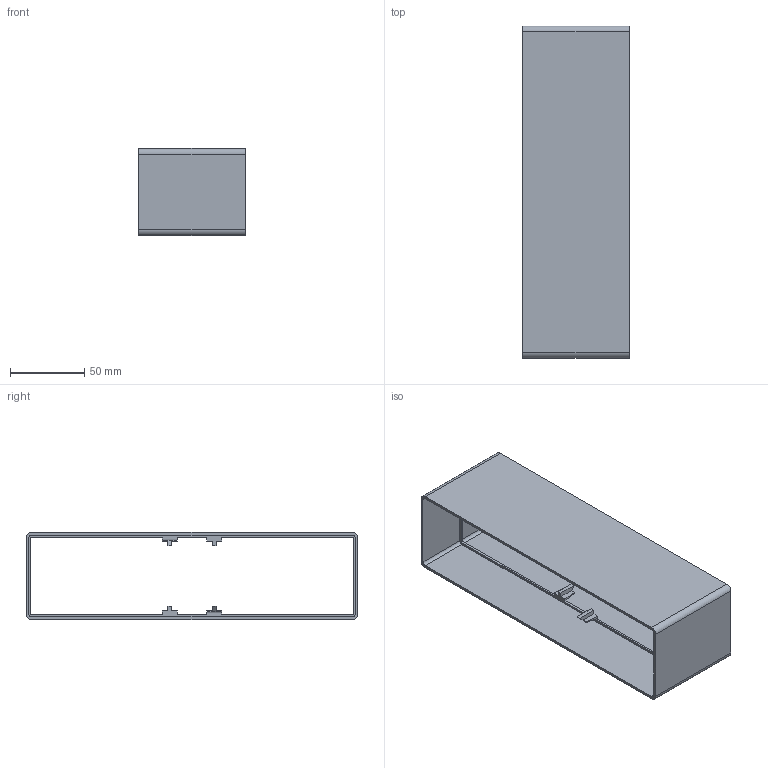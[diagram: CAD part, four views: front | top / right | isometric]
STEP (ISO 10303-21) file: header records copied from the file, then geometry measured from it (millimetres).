
FILE_DESCRIPTION(('STEP AP214'),'1');
FILE_NAME('4021004_V T-RVB 125 Breitkanalrohrverbinder weiss.STP','2023-10-20T07:23:01',(' '),(' '),'Spatial InterOp 3D',' ',' ');
FILE_SCHEMA(('AUTOMOTIVE_DESIGN { 1 0 10303 214 1 1 1 1 }'));
Length unit declared in the file: millimetre
Products named in the file (2): 4021004_V T-RVB 125 Breitkanalrohrverbinder weiss; ASSEM1
Assembly tree (1 placements, depth 2):
  4021004_V T-RVB 125 Breitkanalrohrverbinder weiss
    ASSEM1
Bounding box: 71.5 x 223.1 x 58.6 mm (x, y, z)
Volume: 72973.7 mm3; surface area: 83699.6 mm2
Topology: 1 solids, 1 shells, 84 faces, 232 edges, 152 vertices
Faces by surface type: plane 68, cylinder 16
Entity records: 2690 total; most frequent: CARTESIAN_POINT 470, ORIENTED_EDGE 464, DIRECTION 436, EDGE_CURVE 232, LINE 200, VECTOR 200, VERTEX_POINT 152, AXIS2_PLACEMENT_3D 118
